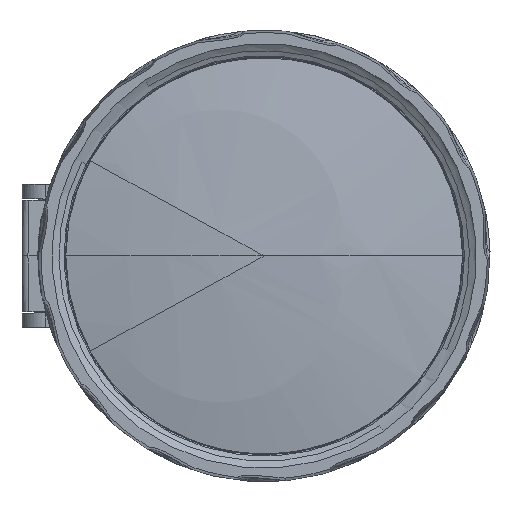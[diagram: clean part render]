
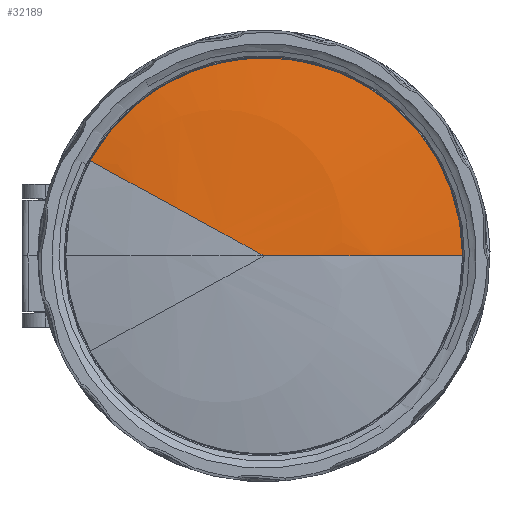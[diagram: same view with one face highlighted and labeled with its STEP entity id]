
A CAD part, front view. The second image highlights one B-rep face of the part: STEP entity #32189.
In plain terms, the highlighted spherical face has radius 275.601 mm.
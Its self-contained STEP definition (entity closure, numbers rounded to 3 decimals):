
#9617=CARTESIAN_POINT('',(-0.019,244.316,
0.));
#9618=DIRECTION('',(0.479,0.,0.878));
#9619=DIRECTION('',(-0.041,-0.999,0.022));
#9620=AXIS2_PLACEMENT_3D('',#9617,#9618,#9619);
#9622=CARTESIAN_POINT('',(-0.019,244.316,
0.));
#9623=DIRECTION('',(0.479,0.,0.878));
#9624=DIRECTION('',(-0.159,-0.983,0.087));
#9625=AXIS2_PLACEMENT_3D('',#9622,#9623,#9624);
#9627=CARTESIAN_POINT('',(0.003,-26.718,0.));
#9628=DIRECTION('',(0.,-1.,0.));
#9629=DIRECTION('',(1.,0.,0.));
#9630=AXIS2_PLACEMENT_3D('',#9627,#9628,#9629);
#9632=CARTESIAN_POINT('',(0.003,-31.285,0.));
#9633=CARTESIAN_POINT('',(0.373,-31.285,
0.001));
#9634=CARTESIAN_POINT('',(1.127,-31.283,
0.));
#9635=CARTESIAN_POINT('',(2.275,-31.276,
0.));
#9636=CARTESIAN_POINT('',(3.51,-31.263,
0.));
#9637=CARTESIAN_POINT('',(4.881,-31.243,
0.));
#9638=CARTESIAN_POINT('',(6.424,-31.211,
0.));
#9639=CARTESIAN_POINT('',(8.16,-31.166,
0.));
#9640=CARTESIAN_POINT('',(10.142,-31.1,
0.));
#9641=CARTESIAN_POINT('',(12.394,-31.009,
0.));
#9642=CARTESIAN_POINT('',(14.947,-30.883,
0.));
#9643=CARTESIAN_POINT('',(17.831,-30.712,
0.));
#9644=CARTESIAN_POINT('',(21.075,-30.484,
0.));
#9645=CARTESIAN_POINT('',(24.707,-30.182,
0.));
#9646=CARTESIAN_POINT('',(28.751,-29.79,
0.));
#9647=CARTESIAN_POINT('',(33.236,-29.285,
0.));
#9648=CARTESIAN_POINT('',(38.203,-28.638,
0.));
#9649=CARTESIAN_POINT('',(43.706,-27.816,
0.));
#9650=CARTESIAN_POINT('',(47.814,-27.111,
0.));
#9651=CARTESIAN_POINT('',(49.969,-26.714,
0.));
#12857=VERTEX_POINT('',#9632);
#12858=VERTEX_POINT('',#9651);
#12872=CARTESIAN_POINT('',(-11.205,-30.99,
6.123));
#12873=VERTEX_POINT('',#12872);
#12889=CARTESIAN_POINT('',(-43.846,-26.721,
23.955));
#12890=VERTEX_POINT('',#12889);
#32175=CARTESIAN_POINT('',(-0.019,244.316,
0.));
#32176=DIRECTION('',(0.041,0.999,-0.022));
#32177=DIRECTION('',(0.877,-0.046,-0.479));
#32178=AXIS2_PLACEMENT_3D('',#32175,#32176,#32177);
#32179=SPHERICAL_SURFACE('',#32178,275.601);
#32181=ORIENTED_EDGE('',*,*,#32180,.F.);
#32183=ORIENTED_EDGE('',*,*,#32182,.F.);
#32185=ORIENTED_EDGE('',*,*,#32184,.F.);
#32186=ORIENTED_EDGE('',*,*,#32167,.F.);
#32187=EDGE_LOOP('',(#32181,#32183,#32185,#32186));
#32188=FACE_OUTER_BOUND('',#32187,.F.);
#32189=ADVANCED_FACE('',(#32188),#32179,.T.);
#9621=CIRCLE('',#9620,275.601);
#9626=CIRCLE('',#9625,275.601);
#9631=CIRCLE('',#9630,49.966);
#9652=B_SPLINE_CURVE_WITH_KNOTS('',3,(#9632,#9633,#9634,#9635,#9636,#9637,#9638,
#9639,#9640,#9641,#9642,#9643,#9644,#9645,#9646,#9647,#9648,#9649,#9650,#9651),
.UNSPECIFIED.,.F.,.F.,(4,1,1,1,1,1,1,1,1,1,1,1,1,1,1,1,1,4),(0.,
0.059,0.118,0.176,0.235,
0.294,0.353,0.412,0.471,
0.529,0.588,0.647,0.706,
0.765,0.824,0.882,0.941,1.),
.UNSPECIFIED.);
#32167=EDGE_CURVE('',#12858,#12890,#9631,.T.);
#32180=EDGE_CURVE('',#12857,#12858,#9652,.T.);
#32182=EDGE_CURVE('',#12873,#12857,#9621,.T.);
#32184=EDGE_CURVE('',#12890,#12873,#9626,.T.);
